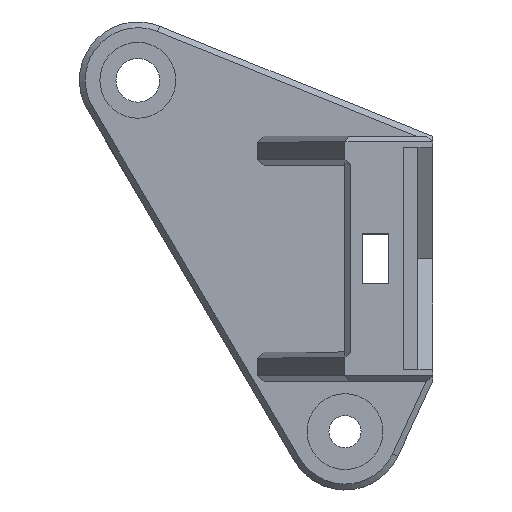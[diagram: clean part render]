
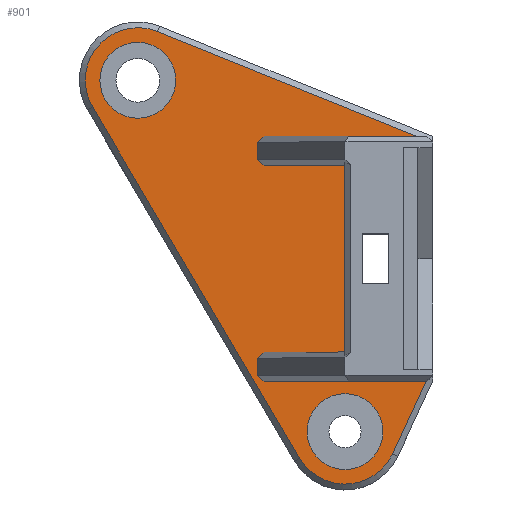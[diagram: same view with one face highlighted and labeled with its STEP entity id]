
A CAD part, top view. The second image highlights one B-rep face of the part: STEP entity #901.
In plain terms, the highlighted planar face has unit normal (0, 0, 1).
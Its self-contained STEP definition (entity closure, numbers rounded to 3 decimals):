
#28=FACE_BOUND('',#136,.T.);
#29=FACE_BOUND('',#137,.T.);
#40=CIRCLE('',#956,9.);
#42=CIRCLE('',#960,9.);
#45=CIRCLE('',#973,6.5);
#46=CIRCLE('',#974,6.5);
#83=FACE_OUTER_BOUND('',#135,.T.);
#135=EDGE_LOOP('',(#729,#730,#731,#732,#733,#734,#735,#736,#737,#738,#739,
#740,#741,#742,#743,#744));
#136=EDGE_LOOP('',(#745));
#137=EDGE_LOOP('',(#746));
#171=LINE('',#1262,#278);
#175=LINE('',#1273,#282);
#180=LINE('',#1281,#287);
#182=LINE('',#1286,#289);
#185=LINE('',#1292,#292);
#189=LINE('',#1300,#296);
#198=LINE('',#1317,#305);
#203=LINE('',#1328,#310);
#228=LINE('',#1378,#335);
#231=LINE('',#1389,#338);
#235=LINE('',#1400,#342);
#244=LINE('',#1421,#351);
#245=LINE('',#1423,#352);
#246=LINE('',#1425,#353);
#278=VECTOR('',#1015,10.);
#282=VECTOR('',#1023,10.);
#287=VECTOR('',#1030,10.);
#289=VECTOR('',#1034,10.);
#292=VECTOR('',#1039,10.);
#296=VECTOR('',#1045,10.);
#305=VECTOR('',#1060,10.);
#310=VECTOR('',#1069,10.);
#335=VECTOR('',#1104,10.);
#338=VECTOR('',#1115,10.);
#342=VECTOR('',#1127,10.);
#351=VECTOR('',#1152,10.);
#352=VECTOR('',#1155,10.);
#353=VECTOR('',#1158,10.);
#384=VERTEX_POINT('',#1259);
#385=VERTEX_POINT('',#1261);
#389=VERTEX_POINT('',#1270);
#390=VERTEX_POINT('',#1272);
#392=VERTEX_POINT('',#1279);
#393=VERTEX_POINT('',#1283);
#394=VERTEX_POINT('',#1285);
#396=VERTEX_POINT('',#1291);
#399=VERTEX_POINT('',#1298);
#404=VERTEX_POINT('',#1315);
#408=VERTEX_POINT('',#1327);
#428=VERTEX_POINT('',#1376);
#430=VERTEX_POINT('',#1382);
#432=VERTEX_POINT('',#1387);
#434=VERTEX_POINT('',#1394);
#435=VERTEX_POINT('',#1398);
#440=VERTEX_POINT('',#1427);
#441=VERTEX_POINT('',#1429);
#465=EDGE_CURVE('',#384,#385,#171,.T.);
#470=EDGE_CURVE('',#389,#390,#175,.F.);
#475=EDGE_CURVE('',#389,#392,#180,.T.);
#477=EDGE_CURVE('',#393,#394,#182,.F.);
#480=EDGE_CURVE('',#396,#394,#185,.T.);
#484=EDGE_CURVE('',#399,#392,#189,.F.);
#493=EDGE_CURVE('',#399,#404,#198,.T.);
#498=EDGE_CURVE('',#396,#408,#203,.F.);
#524=EDGE_CURVE('',#428,#404,#228,.T.);
#527=EDGE_CURVE('',#430,#428,#40,.T.);
#529=EDGE_CURVE('',#432,#430,#231,.T.);
#533=EDGE_CURVE('',#434,#432,#42,.T.);
#535=EDGE_CURVE('',#435,#434,#235,.T.);
#546=EDGE_CURVE('',#435,#408,#244,.T.);
#547=EDGE_CURVE('',#384,#390,#245,.T.);
#548=EDGE_CURVE('',#393,#385,#246,.T.);
#549=EDGE_CURVE('',#440,#440,#45,.T.);
#550=EDGE_CURVE('',#441,#441,#46,.T.);
#729=ORIENTED_EDGE('',*,*,#535,.F.);
#730=ORIENTED_EDGE('',*,*,#546,.T.);
#731=ORIENTED_EDGE('',*,*,#498,.F.);
#732=ORIENTED_EDGE('',*,*,#480,.T.);
#733=ORIENTED_EDGE('',*,*,#477,.F.);
#734=ORIENTED_EDGE('',*,*,#548,.T.);
#735=ORIENTED_EDGE('',*,*,#465,.F.);
#736=ORIENTED_EDGE('',*,*,#547,.T.);
#737=ORIENTED_EDGE('',*,*,#470,.F.);
#738=ORIENTED_EDGE('',*,*,#475,.T.);
#739=ORIENTED_EDGE('',*,*,#484,.F.);
#740=ORIENTED_EDGE('',*,*,#493,.T.);
#741=ORIENTED_EDGE('',*,*,#524,.F.);
#742=ORIENTED_EDGE('',*,*,#527,.F.);
#743=ORIENTED_EDGE('',*,*,#529,.F.);
#744=ORIENTED_EDGE('',*,*,#533,.F.);
#745=ORIENTED_EDGE('',*,*,#549,.T.);
#746=ORIENTED_EDGE('',*,*,#550,.T.);
#858=PLANE('',#972);
#901=ADVANCED_FACE('',(#83,#28,#29),#858,.F.);
#956=AXIS2_PLACEMENT_3D('',#1384,#1110,#1111);
#960=AXIS2_PLACEMENT_3D('',#1396,#1122,#1123);
#972=AXIS2_PLACEMENT_3D('',#1426,#1159,#1160);
#973=AXIS2_PLACEMENT_3D('',#1428,#1161,#1162);
#974=AXIS2_PLACEMENT_3D('',#1430,#1163,#1164);
#1015=DIRECTION('',(0.,-1.,0.));
#1023=DIRECTION('',(-0.749,0.662,0.));
#1030=DIRECTION('',(0.,1.,0.));
#1034=DIRECTION('',(0.749,0.662,0.));
#1039=DIRECTION('',(0.,1.,0.));
#1045=DIRECTION('',(0.749,0.662,0.));
#1060=DIRECTION('',(1.,0.,0.));
#1069=DIRECTION('',(-0.749,0.662,0.));
#1104=DIRECTION('',(0.927,-0.374,0.));
#1110=DIRECTION('center_axis',(0.,0.,
-1.));
#1111=DIRECTION('ref_axis',(-1.,0.,0.));
#1115=DIRECTION('',(-0.508,0.861,0.));
#1122=DIRECTION('center_axis',(0.,0.,
-1.));
#1123=DIRECTION('ref_axis',(1.,0.,0.));
#1127=DIRECTION('',(-0.42,-0.907,0.));
#1152=DIRECTION('',(-1.,0.,0.));
#1155=DIRECTION('',(-1.,0.,0.));
#1158=DIRECTION('',(1.,0.,0.));
#1159=DIRECTION('center_axis',(0.,0.,
-1.));
#1160=DIRECTION('ref_axis',(1.,0.,0.));
#1161=DIRECTION('center_axis',(0.,0.,
-1.));
#1162=DIRECTION('ref_axis',(-1.,0.,0.));
#1163=DIRECTION('center_axis',(0.,0.,
-1.));
#1164=DIRECTION('ref_axis',(-1.,0.,0.));
#1259=CARTESIAN_POINT('',(0.,37.,0.));
#1261=CARTESIAN_POINT('',(0.,5.,0.));
#1262=CARTESIAN_POINT('',(0.,42.,0.));
#1270=CARTESIAN_POINT('',(-15.,38.,0.));
#1272=CARTESIAN_POINT('',(-13.869,37.,0.));
#1273=CARTESIAN_POINT('',(-8.623,32.362,0.));
#1279=CARTESIAN_POINT('',(-15.,41.,0.));
#1281=CARTESIAN_POINT('',(-15.,31.75,0.));
#1283=CARTESIAN_POINT('',(-13.869,5.,0.));
#1285=CARTESIAN_POINT('',(-15.,4.,0.));
#1286=CARTESIAN_POINT('',(-7.916,10.264,0.));
#1291=CARTESIAN_POINT('',(-15.,1.,0.));
#1292=CARTESIAN_POINT('',(-15.,13.25,0.));
#1298=CARTESIAN_POINT('',(-13.869,42.,0.));
#1300=CARTESIAN_POINT('',(-16.637,39.552,0.));
#1315=CARTESIAN_POINT('',(12.328,42.,0.));
#1317=CARTESIAN_POINT('',(-7.625,42.,0.));
#1327=CARTESIAN_POINT('',(-13.869,0.,0.));
#1328=CARTESIAN_POINT('',(-17.345,3.073,0.));
#1376=CARTESIAN_POINT('',(-32.131,59.946,0.));
#1378=CARTESIAN_POINT('',(-18.201,54.323,0.));
#1382=CARTESIAN_POINT('',(-43.252,47.028,0.));
#1384=CARTESIAN_POINT('Origin',(-35.5,51.6,0.));
#1387=CARTESIAN_POINT('',(-7.752,-13.172,0.));
#1389=CARTESIAN_POINT('',(-16.305,1.331,0.));
#1394=CARTESIAN_POINT('',(8.167,-12.38,0.));
#1396=CARTESIAN_POINT('Origin',(0.,-8.6,0.));
#1398=CARTESIAN_POINT('',(13.898,0.,0.));
#1400=CARTESIAN_POINT('',(15.522,3.508,0.));
#1421=CARTESIAN_POINT('',(-15.125,0.,0.));
#1423=CARTESIAN_POINT('',(-15.125,37.,0.));
#1425=CARTESIAN_POINT('',(-7.625,5.,0.));
#1426=CARTESIAN_POINT('Origin',(-15.25,21.5,0.));
#1427=CARTESIAN_POINT('',(6.5,-8.6,0.));
#1428=CARTESIAN_POINT('Origin',(0.,-8.6,0.));
#1429=CARTESIAN_POINT('',(-29.,51.6,0.));
#1430=CARTESIAN_POINT('Origin',(-35.5,51.6,0.));
